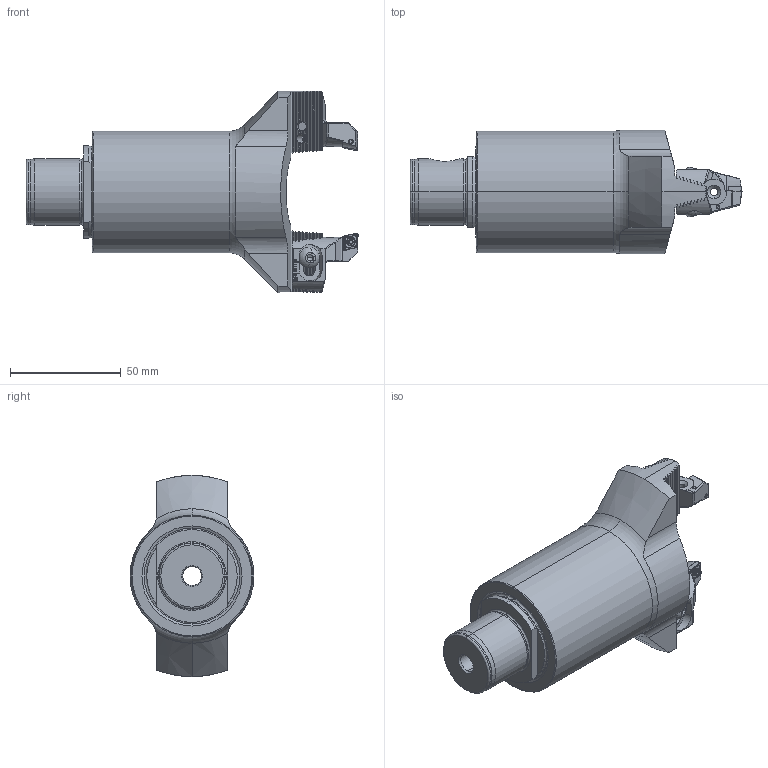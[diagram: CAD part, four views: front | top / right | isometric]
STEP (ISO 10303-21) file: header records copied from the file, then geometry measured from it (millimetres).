
FILE_DESCRIPTION (( 'STEP AP203' ), '1' );
FILE_NAME ('141.550.000.STEP', '2018-03-02T14:37:57', ( 'SWIAdmin' ), ( 'Hewlett-Packard Company' ), 'SwSTEP 2.0', 'SolidWorks 2017', '' );
FILE_SCHEMA (( 'CONFIG_CONTROL_DESIGN' ));
Length unit declared in the file: millimetre
Products named in the file (9): Z25-WCA.001.016_einzeln; 141.550.000; MB5-Z25.K05.120_C; Z25-ER1.002.012_A; Z25-ER1.003.012_A_gespannt; Z25-ER1.001.012; ZC2-xxx.001.016_A; WCA-ER2.001.006_A; CCMT060204
Assembly tree (10 placements, depth 3):
  141.550.000
    MB5-Z25.K05.120_C
    Z25-ER1.001.012  x2
      Z25-ER1.002.012_A
      Z25-ER1.003.012_A_gespannt
    Z25-WCA.001.016_einzeln  x2
      ZC2-xxx.001.016_A
      WCA-ER2.001.006_A
      CCMT060204
Bounding box: 150.2 x 56 x 91 mm (x, y, z)
Volume: 168672.7 mm3; surface area: 44656.3 mm2
Topology: 11 solids, 11 shells, 1016 faces, 2745 edges, 1746 vertices
Faces by surface type: plane 521, cylinder 248, cone 95, bspline 92, torus 40, sphere 20
Entity records: 26323 total; most frequent: CARTESIAN_POINT 9927, ORIENTED_EDGE 3718, DIRECTION 2716, EDGE_CURVE 1859, VERTEX_POINT 1193, AXIS2_PLACEMENT_3D 963, VECTOR 790, LINE 790
